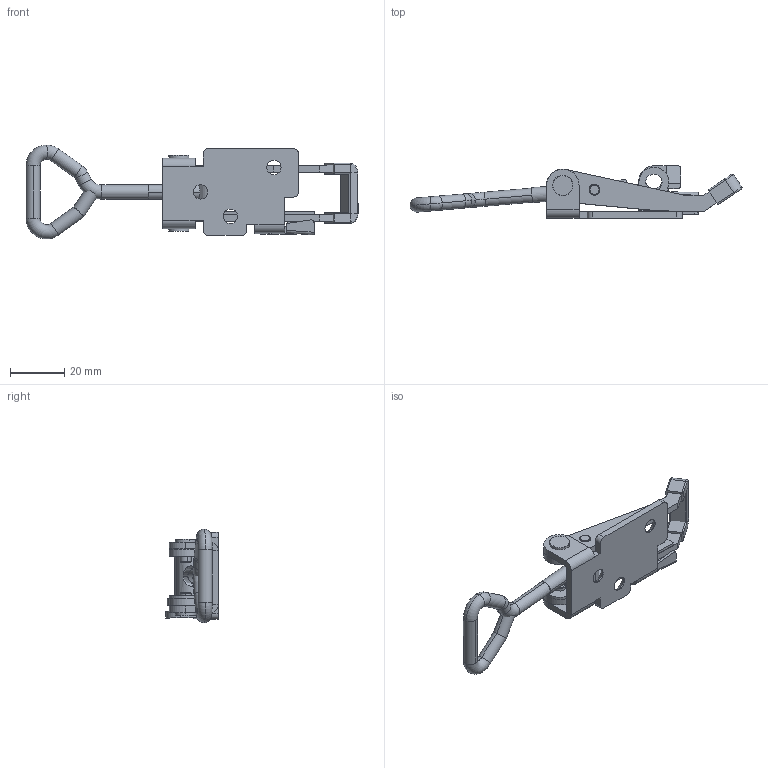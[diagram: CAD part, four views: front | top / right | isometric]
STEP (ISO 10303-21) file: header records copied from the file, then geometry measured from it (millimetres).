
FILE_DESCRIPTION (( 'STEP AP214' ), '1' );
FILE_NAME ('520766 - 702 LC ZP Safety catch Friction screw blue handle.STEP', '2017-02-02T10:55:01', ( '' ), ( '' ), 'SwSTEP 2.0', 'SolidWorks 2015', '' );
FILE_SCHEMA (( 'AUTOMOTIVE_DESIGN' ));
Length unit declared in the file: millimetre
Products named in the file (9): 702 - Safety Catch; 702 - Skruvögla; 702 - Rulle Friktion m ring; 702 - Friction Ring; 702 - Rulle Friktion; 702 - Ansatsnit; 702 - Bygel låsögla blåplast; 702 - Platta LC Spärr; 520766 - 702 LC ZP Safety catch Friction screw blue handle
Assembly tree (9 placements, depth 3):
  520766 - 702 LC ZP Safety catch Friction screw blue handle
    702 - Platta LC Spärr
    702 - Bygel låsögla blåplast
    702 - Ansatsnit  x2
    702 - Rulle Friktion m ring
      702 - Rulle Friktion
      702 - Friction Ring
    702 - Skruvögla
    702 - Safety Catch
Bounding box: 122.19 x 19.3 x 34.51 mm (x, y, z)
Volume: 12807.2 mm3; surface area: 13246.3 mm2
Topology: 8 solids, 8 shells, 262 faces, 623 edges, 380 vertices
Faces by surface type: cylinder 115, plane 107, torus 24, cone 16
Entity records: 8612 total; most frequent: CARTESIAN_POINT 1397, DIRECTION 1347, ORIENTED_EDGE 1182, EDGE_CURVE 591, AXIS2_PLACEMENT_3D 511, VERTEX_POINT 365, VECTOR 325, LINE 325
